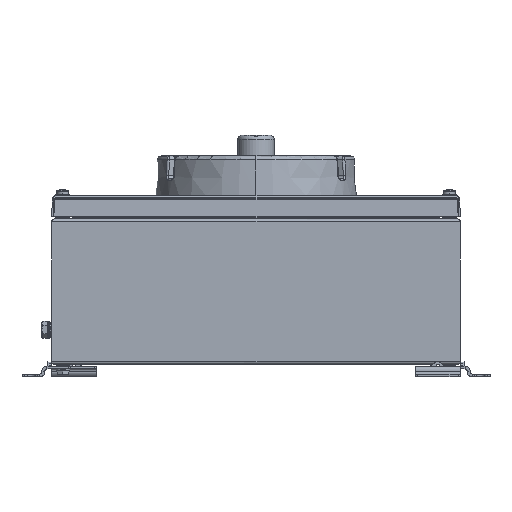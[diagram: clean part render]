
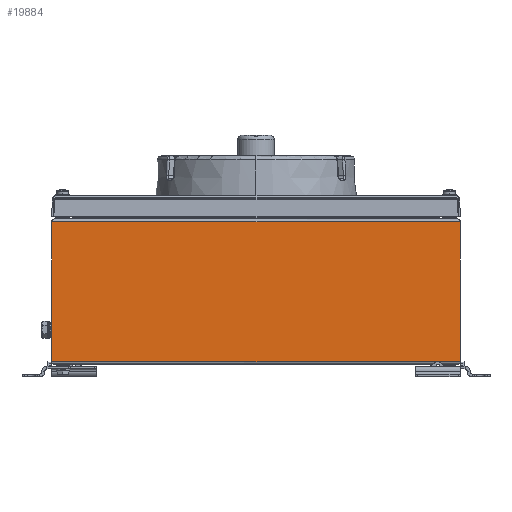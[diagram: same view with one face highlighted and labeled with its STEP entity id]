
A CAD part, left-side view. The second image highlights one B-rep face of the part: STEP entity #19884.
In plain terms, the highlighted planar face has unit normal (-1, 0, 0).
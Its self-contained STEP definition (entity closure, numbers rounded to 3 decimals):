
#4488 = VERTEX_POINT ( 'NONE', #14267 ) ;
#5474 = VERTEX_POINT ( 'NONE', #22199 ) ;
#7343 = CARTESIAN_POINT ( 'NONE',  ( -363.5, 180., 117.702 ) ) ;
#8643 = CARTESIAN_POINT ( 'NONE',  ( -363.5, -180., -5.298 ) ) ;
#9046 = DIRECTION ( 'NONE',  ( 0., 0., 1. ) ) ;
#9260 = DIRECTION ( 'NONE',  ( 0., 0., -1. ) ) ;
#11750 = EDGE_LOOP ( 'NONE', ( #39736, #36008, #43652, #44471 ) ) ;
#12111 = VECTOR ( 'NONE', #51133, 1000. ) ;
#14267 = CARTESIAN_POINT ( 'NONE',  ( -363.5, 180., 117.702 ) ) ;
#14304 = DIRECTION ( 'NONE',  ( 1., 0., 0. ) ) ;
#18935 = CARTESIAN_POINT ( 'NONE',  ( -363.5, 180., 120.202 ) ) ;
#19884 = ADVANCED_FACE ( 'NONE', ( #32966 ), #38189, .F. ) ;
#21497 = VERTEX_POINT ( 'NONE', #56975 ) ;
#22199 = CARTESIAN_POINT ( 'NONE',  ( -363.5, -180., 117.702 ) ) ;
#23209 = EDGE_CURVE ( 'NONE', #21497, #59051, #38987, .T. ) ;
#24220 = EDGE_CURVE ( 'NONE', #5474, #4488, #44060, .T. ) ;
#25779 = VECTOR ( 'NONE', #9260, 1000. ) ;
#26160 = AXIS2_PLACEMENT_3D ( 'NONE', #18935, #14304, #9046 ) ;
#29372 = CARTESIAN_POINT ( 'NONE',  ( -363.5, 180., -5.298 ) ) ;
#31372 = VECTOR ( 'NONE', #36515, 1000. ) ;
#32966 = FACE_OUTER_BOUND ( 'NONE', #11750, .T. ) ;
#36008 = ORIENTED_EDGE ( 'NONE', *, *, #23209, .T. ) ;
#36515 = DIRECTION ( 'NONE',  ( 0., 1., 0. ) ) ;
#38189 = PLANE ( 'NONE',  #26160 ) ;
#38987 = LINE ( 'NONE', #29372, #46420 ) ;
#39736 = ORIENTED_EDGE ( 'NONE', *, *, #44967, .T. ) ;
#42809 = CARTESIAN_POINT ( 'NONE',  ( -363.5, 180., 120.202 ) ) ;
#43652 = ORIENTED_EDGE ( 'NONE', *, *, #46765, .F. ) ;
#44060 = LINE ( 'NONE', #7343, #31372 ) ;
#44471 = ORIENTED_EDGE ( 'NONE', *, *, #24220, .T. ) ;
#44967 = EDGE_CURVE ( 'NONE', #4488, #21497, #60046, .T. ) ;
#46420 = VECTOR ( 'NONE', #58733, 1000. ) ;
#46765 = EDGE_CURVE ( 'NONE', #5474, #59051, #47286, .T. ) ;
#47286 = LINE ( 'NONE', #50504, #12111 ) ;
#50504 = CARTESIAN_POINT ( 'NONE',  ( -363.5, -180., 120.202 ) ) ;
#51133 = DIRECTION ( 'NONE',  ( 0., 0., -1. ) ) ;
#56975 = CARTESIAN_POINT ( 'NONE',  ( -363.5, 180., -5.298 ) ) ;
#58733 = DIRECTION ( 'NONE',  ( 0., -1., 0. ) ) ;
#59051 = VERTEX_POINT ( 'NONE', #8643 ) ;
#60046 = LINE ( 'NONE', #42809, #25779 ) ;
